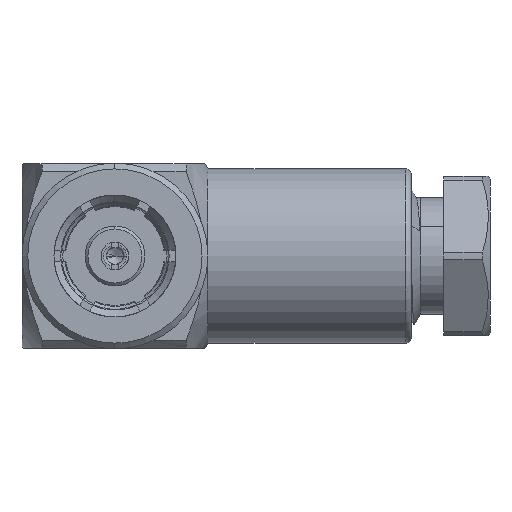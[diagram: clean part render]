
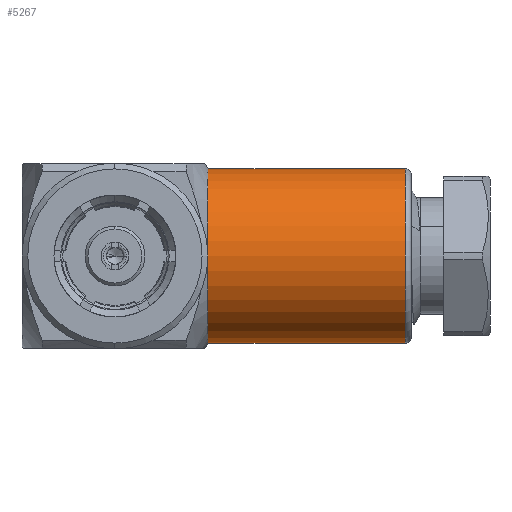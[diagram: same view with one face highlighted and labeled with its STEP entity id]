
A CAD part, front view. The second image highlights one B-rep face of the part: STEP entity #5267.
In plain terms, the highlighted cylindrical face has radius 3 mm (diameter 6 mm), a partial arc.
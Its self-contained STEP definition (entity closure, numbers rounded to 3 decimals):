
#25 = DIRECTION ( 'NONE',  ( -1., 0., 0. ) ) ;
#914 = EDGE_CURVE ( 'NONE', #8380, #3811, #3443, .T. ) ;
#1242 = VERTEX_POINT ( 'NONE', #7085 ) ;
#1581 = DIRECTION ( 'NONE',  ( 0., 0., 1. ) ) ;
#1637 = CARTESIAN_POINT ( 'NONE',  ( -2.964, 0., -3. ) ) ;
#1709 = DIRECTION ( 'NONE',  ( -1., 0., 0. ) ) ;
#1945 = ORIENTED_EDGE ( 'NONE', *, *, #914, .F. ) ;
#2025 = CARTESIAN_POINT ( 'NONE',  ( 13.2, 0., 0. ) ) ;
#2155 = EDGE_CURVE ( 'NONE', #6146, #1242, #4164, .T. ) ;
#2356 = CARTESIAN_POINT ( 'NONE',  ( -2.964, 0., 3. ) ) ;
#2626 = EDGE_CURVE ( 'NONE', #1242, #3811, #9001, .T. ) ;
#3250 = FACE_OUTER_BOUND ( 'NONE', #3630, .T. ) ;
#3324 = ORIENTED_EDGE ( 'NONE', *, *, #3668, .F. ) ;
#3335 = VECTOR ( 'NONE', #25, 1000. ) ;
#3344 = LINE ( 'NONE', #1637, #7072 ) ;
#3443 = CIRCLE ( 'NONE', #4587, 3. ) ;
#3595 = CARTESIAN_POINT ( 'NONE',  ( 6.4, 0., 3. ) ) ;
#3630 = EDGE_LOOP ( 'NONE', ( #3324, #5602, #8253, #1945 ) ) ;
#3668 = EDGE_CURVE ( 'NONE', #6146, #8380, #3344, .T. ) ;
#3811 = VERTEX_POINT ( 'NONE', #3595 ) ;
#4084 = CARTESIAN_POINT ( 'NONE',  ( 6.4, 0., 0. ) ) ;
#4164 = CIRCLE ( 'NONE', #4283, 3. ) ;
#4224 = DIRECTION ( 'NONE',  ( -1., 0., 0. ) ) ;
#4283 = AXIS2_PLACEMENT_3D ( 'NONE', #2025, #1709, #1581 ) ;
#4587 = AXIS2_PLACEMENT_3D ( 'NONE', #4084, #9257, #4831 ) ;
#4831 = DIRECTION ( 'NONE',  ( 0., 0., 1. ) ) ;
#5267 = ADVANCED_FACE ( 'NONE', ( #3250 ), #6292, .T. ) ;
#5602 = ORIENTED_EDGE ( 'NONE', *, *, #2155, .T. ) ;
#6146 = VERTEX_POINT ( 'NONE', #8374 ) ;
#6292 = CYLINDRICAL_SURFACE ( 'NONE', #8710, 3. ) ;
#7072 = VECTOR ( 'NONE', #8306, 1000. ) ;
#7085 = CARTESIAN_POINT ( 'NONE',  ( 13.2, 0., 3. ) ) ;
#7216 = DIRECTION ( 'NONE',  ( 0., 0., 1. ) ) ;
#8253 = ORIENTED_EDGE ( 'NONE', *, *, #2626, .T. ) ;
#8306 = DIRECTION ( 'NONE',  ( -1., 0., 0. ) ) ;
#8374 = CARTESIAN_POINT ( 'NONE',  ( 13.2, 0., -3. ) ) ;
#8380 = VERTEX_POINT ( 'NONE', #8540 ) ;
#8540 = CARTESIAN_POINT ( 'NONE',  ( 6.4, 0., -3. ) ) ;
#8660 = CARTESIAN_POINT ( 'NONE',  ( -2.964, 0., 0. ) ) ;
#8710 = AXIS2_PLACEMENT_3D ( 'NONE', #8660, #4224, #7216 ) ;
#9001 = LINE ( 'NONE', #2356, #3335 ) ;
#9257 = DIRECTION ( 'NONE',  ( -1., 0., 0. ) ) ;
